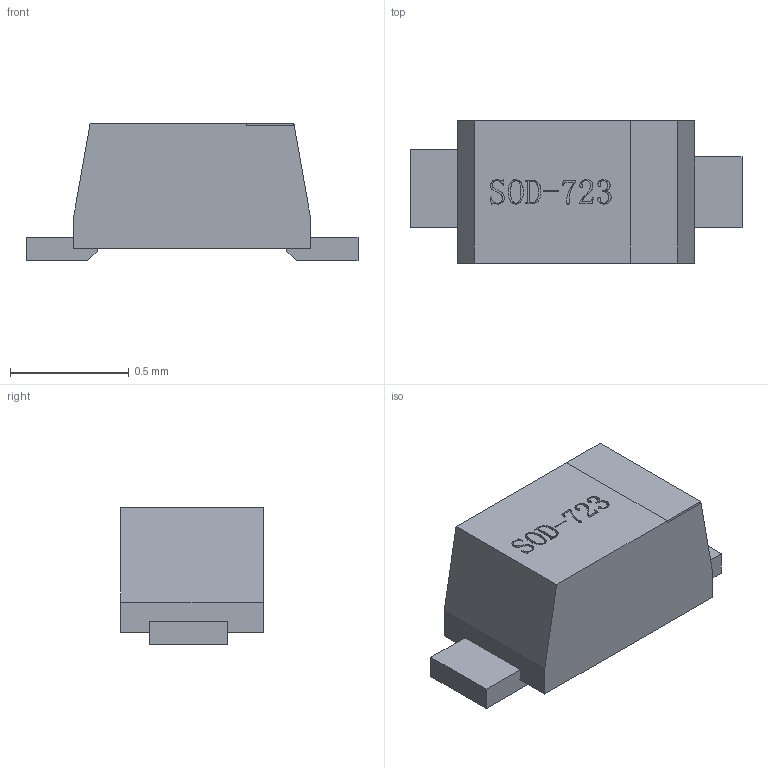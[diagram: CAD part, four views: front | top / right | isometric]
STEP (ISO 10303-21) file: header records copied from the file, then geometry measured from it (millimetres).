
FILE_DESCRIPTION (( 'STEP AP214' ), '1' );
FILE_NAME ('SOD-723.STEP', '2008-07-13T01:44:30', ( 'Chinese User' ), ( 'Chinese ORG' ), 'SwSTEP 2.0', 'SolidWorks 2005204', '' );
FILE_SCHEMA (( 'AUTOMOTIVE_DESIGN' ));
Length unit declared in the file: millimetre
Products named in the file (1): SOD-723
Bounding box: 1.4 x 0.6 x 0.58 mm (x, y, z)
Volume: 0.3 mm3; surface area: 3.7 mm2
Topology: 4 solids, 4 shells, 133 faces, 348 edges, 232 vertices
Faces by surface type: plane 67, bspline 66
Entity records: 9706 total; most frequent: CARTESIAN_POINT 6720, ORIENTED_EDGE 696, DIRECTION 352, EDGE_CURVE 348, VERTEX_POINT 232, VECTOR 216, LINE 216, EDGE_LOOP 142
